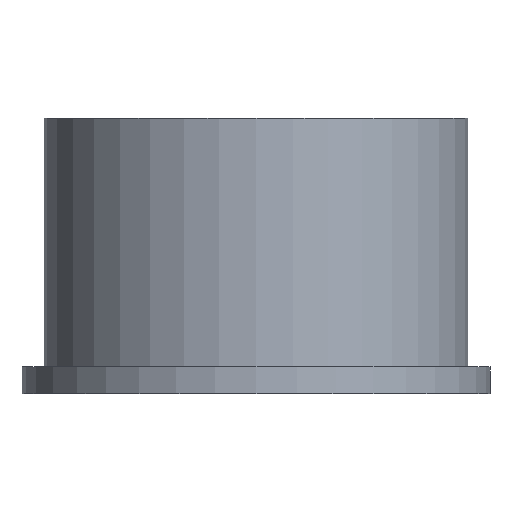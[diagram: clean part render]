
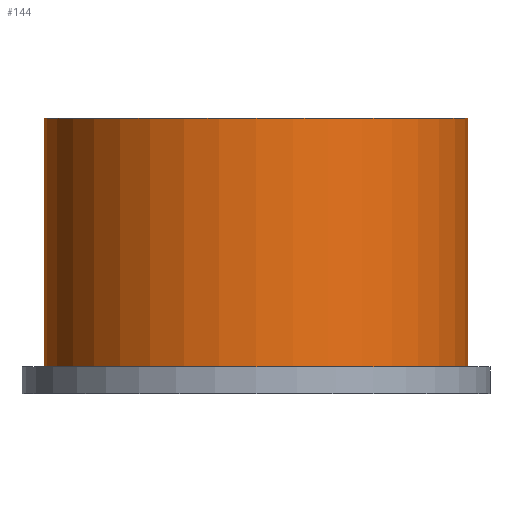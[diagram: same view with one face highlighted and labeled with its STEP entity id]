
A CAD part, front view. The second image highlights one B-rep face of the part: STEP entity #144.
In plain terms, the highlighted cylindrical face has radius 23.87 mm (diameter 47.74 mm), a full revolution.
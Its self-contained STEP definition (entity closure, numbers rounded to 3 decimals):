
#77=ORIENTED_EDGE('',*,*,#93,.F.);
#78=ORIENTED_EDGE('',*,*,#94,.T.);
#93=EDGE_CURVE('',#101,#101,#191,.T.);
#94=EDGE_CURVE('',#102,#102,#192,.T.);
#101=VERTEX_POINT('',#326);
#102=VERTEX_POINT('',#328);
#109=EDGE_LOOP('',(#77));
#110=EDGE_LOOP('',(#78));
#125=FACE_BOUND('',#109,.T.);
#126=FACE_BOUND('',#110,.T.);
#140=CYLINDRICAL_SURFACE('',#211,23.87);
#144=ADVANCED_FACE('',(#125,#126),#140,.T.);
#191=CIRCLE('',#212,23.87);
#192=CIRCLE('',#213,23.87);
#211=AXIS2_PLACEMENT_3D('',#324,#256,#257);
#212=AXIS2_PLACEMENT_3D('',#325,#258,#259);
#213=AXIS2_PLACEMENT_3D('',#327,#260,#261);
#256=DIRECTION('',(0.,0.,-1.));
#257=DIRECTION('',(-1.,0.,0.));
#258=DIRECTION('',(0.,0.,1.));
#259=DIRECTION('',(1.,0.,0.));
#260=DIRECTION('',(0.,0.,1.));
#261=DIRECTION('',(1.,0.,0.));
#324=CARTESIAN_POINT('',(0.,0.,28.));
#325=CARTESIAN_POINT('',(0.,0.,28.));
#326=CARTESIAN_POINT('',(23.87,0.,28.));
#327=CARTESIAN_POINT('',(0.,0.,0.));
#328=CARTESIAN_POINT('',(23.87,0.,0.));
